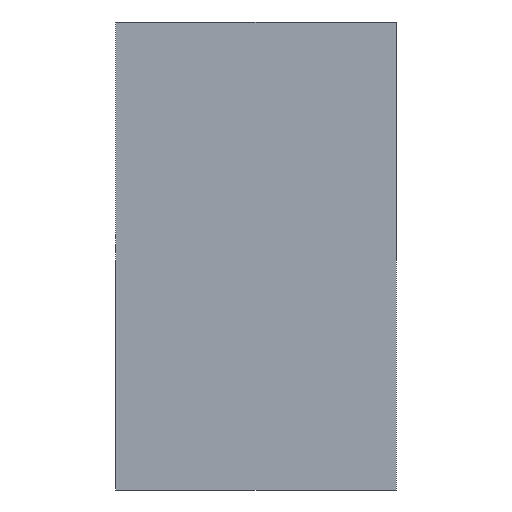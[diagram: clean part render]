
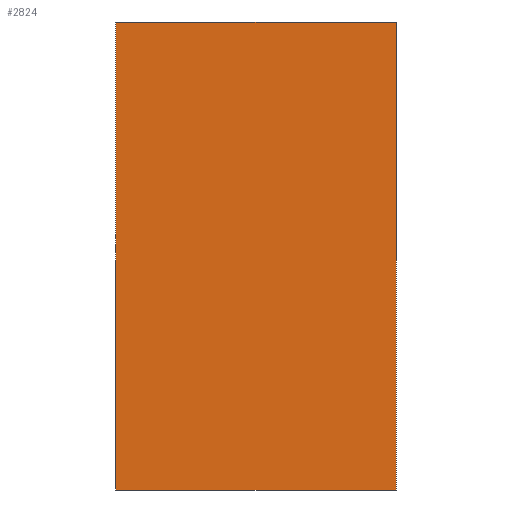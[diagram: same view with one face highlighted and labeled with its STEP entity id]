
A CAD part, front view. The second image highlights one B-rep face of the part: STEP entity #2824.
In plain terms, the highlighted planar face has unit normal (0, -1, 0).
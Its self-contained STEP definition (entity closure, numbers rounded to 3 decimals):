
#1403=DIRECTION('',(1.,0.,0.));
#1404=VECTOR('',#1403,10.);
#1405=CARTESIAN_POINT('',(-5.,-0.3,8.335));
#1406=LINE('',#1405,#1404);
#1410=DIRECTION('',(0.,0.,-1.));
#1411=VECTOR('',#1410,16.67);
#1412=CARTESIAN_POINT('',(5.,-0.3,8.335));
#1413=LINE('',#1412,#1411);
#1417=DIRECTION('',(-1.,0.,0.));
#1418=VECTOR('',#1417,10.);
#1419=CARTESIAN_POINT('',(5.,-0.3,-8.335));
#1420=LINE('',#1419,#1418);
#1424=DIRECTION('',(0.,0.,1.));
#1425=VECTOR('',#1424,16.67);
#1426=CARTESIAN_POINT('',(-5.,-0.3,-8.335));
#1427=LINE('',#1426,#1425);
#1475=CARTESIAN_POINT('',(-5.,-0.3,8.335));
#1476=CARTESIAN_POINT('',(5.,-0.3,8.335));
#1477=VERTEX_POINT('',#1475);
#1478=VERTEX_POINT('',#1476);
#1479=CARTESIAN_POINT('',(5.,-0.3,-8.335));
#1480=VERTEX_POINT('',#1479);
#1481=CARTESIAN_POINT('',(-5.,-0.3,-8.335));
#1482=VERTEX_POINT('',#1481);
#2813=CARTESIAN_POINT('',(0.,-0.3,0.));
#2814=DIRECTION('',(0.,1.,0.));
#2815=DIRECTION('',(0.,0.,-1.));
#2816=AXIS2_PLACEMENT_3D('',#2813,#2814,#2815);
#2817=PLANE('',#2816);
#2818=ORIENTED_EDGE('',*,*,#2619,.T.);
#2819=ORIENTED_EDGE('',*,*,#2648,.T.);
#2820=ORIENTED_EDGE('',*,*,#2677,.T.);
#2821=ORIENTED_EDGE('',*,*,#2807,.T.);
#2822=EDGE_LOOP('',(#2818,#2819,#2820,#2821));
#2823=FACE_OUTER_BOUND('',#2822,.F.);
#2619=EDGE_CURVE('',#1477,#1478,#1406,.T.);
#2648=EDGE_CURVE('',#1478,#1480,#1413,.T.);
#2677=EDGE_CURVE('',#1480,#1482,#1420,.T.);
#2807=EDGE_CURVE('',#1482,#1477,#1427,.T.);
#2824=ADVANCED_FACE('',(#2823),#2817,.F.);
